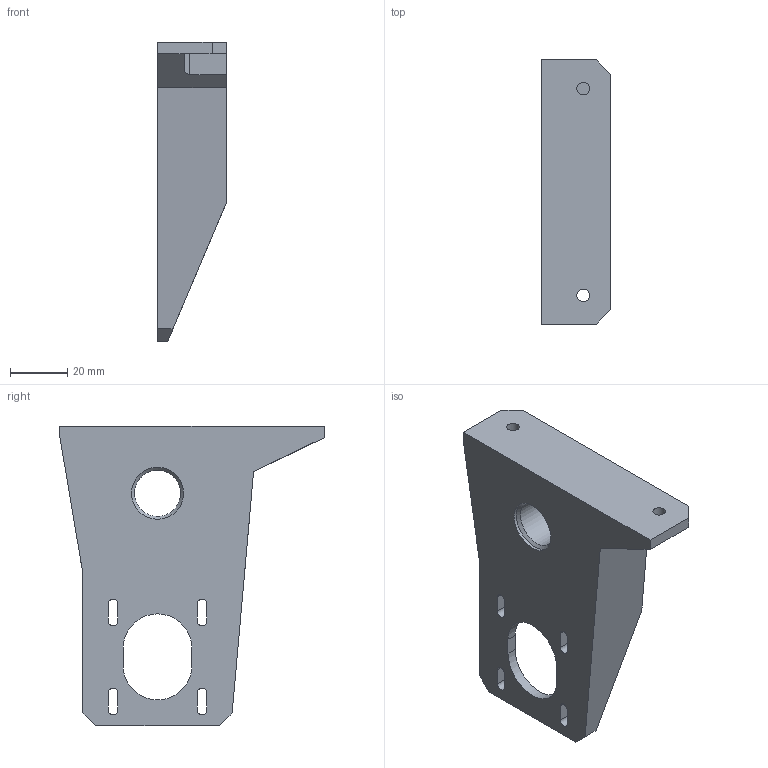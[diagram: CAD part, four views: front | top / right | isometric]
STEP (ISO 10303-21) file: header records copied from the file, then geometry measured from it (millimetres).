
FILE_DESCRIPTION(/* description */ (''),/* implementation_level */ '2;1');
FILE_NAME(/* name */ 'V06-01-03-02 - Y axis motor mount.step',/* time_stamp */ '2021-10-07T19:54:01+03:00',/* author */ (''),/* organization */ (''),/* preprocessor_version */ 'ST-DEVELOPER v18.1',/* originating_system */ 'Autodesk Translation Framework v10.10.0.1391',/* authorisation */ '');
FILE_SCHEMA (('AUTOMOTIVE_DESIGN { 1 0 10303 214 3 1 1 }'));
Length unit declared in the file: millimetre
Products named in the file (1): V06-01-03-02 - Y axis motor mount
Bounding box: 24 x 92 x 104.38 mm (x, y, z)
Volume: 89215.4 mm3; surface area: 21470.2 mm2
Topology: 1 solids, 1 shells, 57 faces, 153 edges, 98 vertices
Faces by surface type: plane 42, cylinder 14, cone 1
Full cylindrical faces by diameter (mm): 4.4 x2, 16.1 x1, 18.1 x1
Entity records: 1831 total; most frequent: CARTESIAN_POINT 309, ORIENTED_EDGE 306, DIRECTION 297, EDGE_CURVE 153, LINE 125, VECTOR 125, VERTEX_POINT 98, AXIS2_PLACEMENT_3D 86
